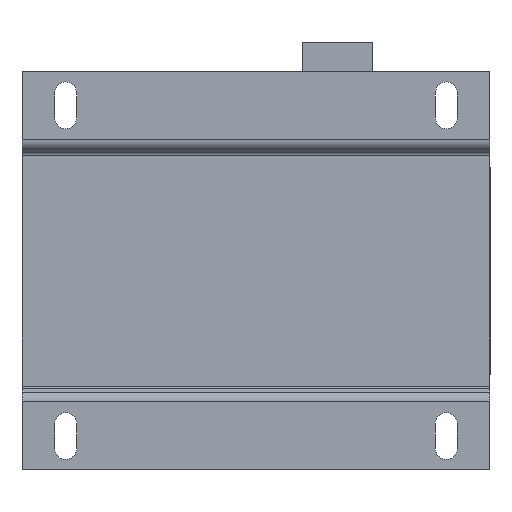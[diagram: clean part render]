
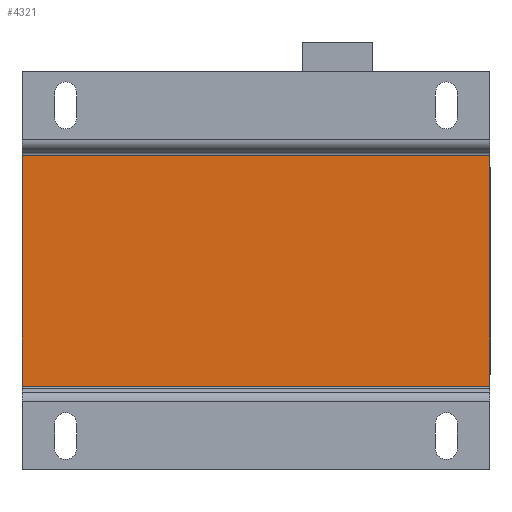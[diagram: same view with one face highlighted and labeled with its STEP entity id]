
A CAD part, front view. The second image highlights one B-rep face of the part: STEP entity #4321.
In plain terms, the highlighted planar face has unit normal (0, -1, 0).
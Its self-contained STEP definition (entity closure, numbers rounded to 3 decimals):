
#114 = CARTESIAN_POINT ( 'NONE',  ( 0., -65., 0. ) ) ;
#674 = VERTEX_POINT ( 'NONE', #1605 ) ;
#704 = DIRECTION ( 'NONE',  ( -1., 0., 0. ) ) ;
#857 = CARTESIAN_POINT ( 'NONE',  ( -75., -65., 37. ) ) ;
#1164 = ORIENTED_EDGE ( 'NONE', *, *, #3616, .F. ) ;
#1495 = VECTOR ( 'NONE', #7224, 1000. ) ;
#1578 = CARTESIAN_POINT ( 'NONE',  ( 75., -65., 63.75 ) ) ;
#1605 = CARTESIAN_POINT ( 'NONE',  ( 75., -65., -37. ) ) ;
#1896 = EDGE_LOOP ( 'NONE', ( #2443, #5419, #4135, #1164 ) ) ;
#1952 = CARTESIAN_POINT ( 'NONE',  ( 75., -65., 37. ) ) ;
#1960 = CARTESIAN_POINT ( 'NONE',  ( -75., -65., -37. ) ) ;
#2443 = ORIENTED_EDGE ( 'NONE', *, *, #4730, .F. ) ;
#2446 = CARTESIAN_POINT ( 'NONE',  ( 0., -65., 37. ) ) ;
#2661 = VERTEX_POINT ( 'NONE', #1952 ) ;
#3266 = LINE ( 'NONE', #7173, #1495 ) ;
#3616 = EDGE_CURVE ( 'NONE', #4294, #5061, #4211, .T. ) ;
#4098 = DIRECTION ( 'NONE',  ( 0., 0., 1. ) ) ;
#4135 = ORIENTED_EDGE ( 'NONE', *, *, #6344, .T. ) ;
#4211 = LINE ( 'NONE', #5253, #5036 ) ;
#4294 = VERTEX_POINT ( 'NONE', #1960 ) ;
#4321 = ADVANCED_FACE ( 'NONE', ( #4744 ), #6660, .F. ) ;
#4730 = EDGE_CURVE ( 'NONE', #674, #4294, #3266, .T. ) ;
#4744 = FACE_OUTER_BOUND ( 'NONE', #1896, .T. ) ;
#4992 = AXIS2_PLACEMENT_3D ( 'NONE', #114, #6632, #6714 ) ;
#5036 = VECTOR ( 'NONE', #4098, 1000. ) ;
#5061 = VERTEX_POINT ( 'NONE', #857 ) ;
#5083 = EDGE_CURVE ( 'NONE', #2661, #674, #5577, .T. ) ;
#5253 = CARTESIAN_POINT ( 'NONE',  ( -75., -65., 63.75 ) ) ;
#5419 = ORIENTED_EDGE ( 'NONE', *, *, #5083, .F. ) ;
#5577 = LINE ( 'NONE', #1578, #6219 ) ;
#5737 = VECTOR ( 'NONE', #704, 1000. ) ;
#6219 = VECTOR ( 'NONE', #6940, 1000. ) ;
#6344 = EDGE_CURVE ( 'NONE', #2661, #5061, #7344, .T. ) ;
#6632 = DIRECTION ( 'NONE',  ( 0., 1., 0. ) ) ;
#6660 = PLANE ( 'NONE',  #4992 ) ;
#6714 = DIRECTION ( 'NONE',  ( 0., 0., -1. ) ) ;
#6940 = DIRECTION ( 'NONE',  ( 0., 0., -1. ) ) ;
#7173 = CARTESIAN_POINT ( 'NONE',  ( 0., -65., -37. ) ) ;
#7224 = DIRECTION ( 'NONE',  ( -1., 0., 0. ) ) ;
#7344 = LINE ( 'NONE', #2446, #5737 ) ;
